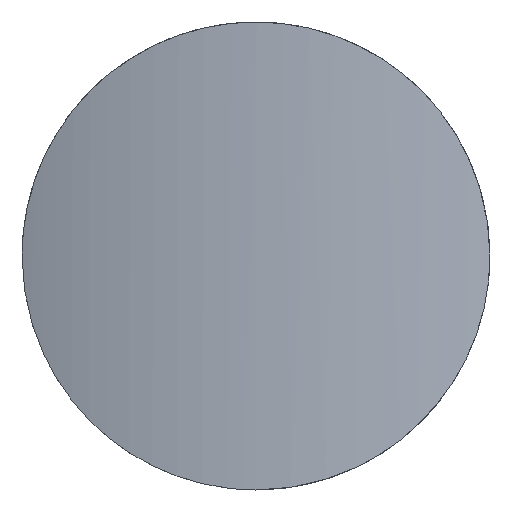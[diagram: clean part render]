
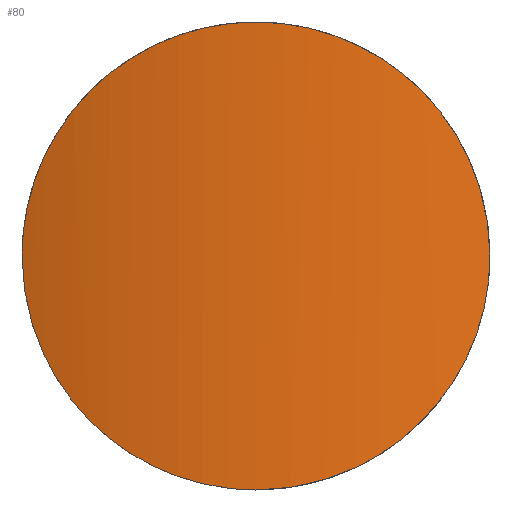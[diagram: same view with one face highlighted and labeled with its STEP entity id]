
A CAD part, top view. The second image highlights one B-rep face of the part: STEP entity #80.
In plain terms, the highlighted cylindrical face has radius 19.3 mm (diameter 38.6 mm), a partial arc.
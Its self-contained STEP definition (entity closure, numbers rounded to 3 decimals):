
#19=FACE_OUTER_BOUND('',#24,.T.);
#24=EDGE_LOOP('',(#66,#67,#68));
#31=B_SPLINE_CURVE_WITH_KNOTS('',3,(#125,#126,#127,#128,#129,#130,#131,
#132,#133,#134,#135,#136,#137,#138,#139,#140,#141,#142),.UNSPECIFIED.,.F.,
 .F.,(4,2,2,2,2,2,2,2,4),(-1.976,-1.729,-1.482,
-1.235,-0.988,-0.741,-0.494,
-0.247,0.),.UNSPECIFIED.);
#32=B_SPLINE_CURVE_WITH_KNOTS('',3,(#144,#145,#146,#147,#148,#149,#150,
#151,#152,#153),.UNSPECIFIED.,.F.,.F.,(4,2,2,2,4),(0.988,1.235,
1.482,1.729,1.976),.UNSPECIFIED.);
#33=B_SPLINE_CURVE_WITH_KNOTS('',3,(#154,#155,#156,#157,#158,#159,#160,
#161,#162,#163),.UNSPECIFIED.,.F.,.F.,(4,2,2,2,4),(0.,0.247,
0.494,0.741,0.988),.UNSPECIFIED.);
#38=VERTEX_POINT('',#123);
#39=VERTEX_POINT('',#124);
#40=VERTEX_POINT('',#143);
#45=EDGE_CURVE('',#38,#39,#31,.T.);
#46=EDGE_CURVE('',#40,#38,#32,.T.);
#47=EDGE_CURVE('',#39,#40,#33,.T.);
#66=ORIENTED_EDGE('',*,*,#46,.T.);
#67=ORIENTED_EDGE('',*,*,#45,.T.);
#68=ORIENTED_EDGE('',*,*,#47,.T.);
#75=CYLINDRICAL_SURFACE('',#105,19.3);
#80=ADVANCED_FACE('',(#19),#75,.T.);
#105=AXIS2_PLACEMENT_3D('',#276,#117,#118);
#117=DIRECTION('center_axis',(0.,-1.,0.));
#118=DIRECTION('ref_axis',(1.,0.,0.));
#123=CARTESIAN_POINT('',(6.5,0.,18.173));
#124=CARTESIAN_POINT('',(-6.5,0.,18.173));
#125=CARTESIAN_POINT('Ctrl Pts',(6.5,0.,18.173));
#126=CARTESIAN_POINT('Ctrl Pts',(6.5,0.823,18.173));
#127=CARTESIAN_POINT('Ctrl Pts',(6.334,1.697,18.234));
#128=CARTESIAN_POINT('Ctrl Pts',(5.669,3.296,18.452));
#129=CARTESIAN_POINT('Ctrl Pts',(5.17,4.023,18.604));
#130=CARTESIAN_POINT('Ctrl Pts',(4.023,5.17,18.885));
#131=CARTESIAN_POINT('Ctrl Pts',(3.296,5.669,19.034));
#132=CARTESIAN_POINT('Ctrl Pts',(1.696,6.334,19.242));
#133=CARTESIAN_POINT('Ctrl Pts',(0.823,6.5,19.3));
#134=CARTESIAN_POINT('Ctrl Pts',(-0.823,6.5,19.3));
#135=CARTESIAN_POINT('Ctrl Pts',(-1.696,6.334,19.242));
#136=CARTESIAN_POINT('Ctrl Pts',(-3.296,5.669,19.034));
#137=CARTESIAN_POINT('Ctrl Pts',(-4.023,5.17,18.885));
#138=CARTESIAN_POINT('Ctrl Pts',(-5.17,4.023,18.604));
#139=CARTESIAN_POINT('Ctrl Pts',(-5.669,3.296,18.452));
#140=CARTESIAN_POINT('Ctrl Pts',(-6.334,1.697,18.234));
#141=CARTESIAN_POINT('Ctrl Pts',(-6.5,0.823,18.173));
#142=CARTESIAN_POINT('Ctrl Pts',(-6.5,0.,18.173));
#143=CARTESIAN_POINT('',(0.,-6.5,19.3));
#144=CARTESIAN_POINT('Ctrl Pts',(0.,-6.5,19.3));
#145=CARTESIAN_POINT('Ctrl Pts',(0.823,-6.5,19.3));
#146=CARTESIAN_POINT('Ctrl Pts',(1.696,-6.334,19.242));
#147=CARTESIAN_POINT('Ctrl Pts',(3.296,-5.669,19.034));
#148=CARTESIAN_POINT('Ctrl Pts',(4.023,-5.17,18.885));
#149=CARTESIAN_POINT('Ctrl Pts',(5.17,-4.023,18.604));
#150=CARTESIAN_POINT('Ctrl Pts',(5.669,-3.296,18.452));
#151=CARTESIAN_POINT('Ctrl Pts',(6.334,-1.697,18.234));
#152=CARTESIAN_POINT('Ctrl Pts',(6.5,-0.823,18.173));
#153=CARTESIAN_POINT('Ctrl Pts',(6.5,0.,18.173));
#154=CARTESIAN_POINT('Ctrl Pts',(-6.5,0.,18.173));
#155=CARTESIAN_POINT('Ctrl Pts',(-6.5,-0.823,18.173));
#156=CARTESIAN_POINT('Ctrl Pts',(-6.334,-1.697,18.234));
#157=CARTESIAN_POINT('Ctrl Pts',(-5.669,-3.296,18.452));
#158=CARTESIAN_POINT('Ctrl Pts',(-5.17,-4.023,18.604));
#159=CARTESIAN_POINT('Ctrl Pts',(-4.023,-5.17,18.885));
#160=CARTESIAN_POINT('Ctrl Pts',(-3.296,-5.669,19.034));
#161=CARTESIAN_POINT('Ctrl Pts',(-1.696,-6.334,19.242));
#162=CARTESIAN_POINT('Ctrl Pts',(-0.823,-6.5,19.3));
#163=CARTESIAN_POINT('Ctrl Pts',(0.,-6.5,19.3));
#276=CARTESIAN_POINT('Origin',(0.,10.,0.));
